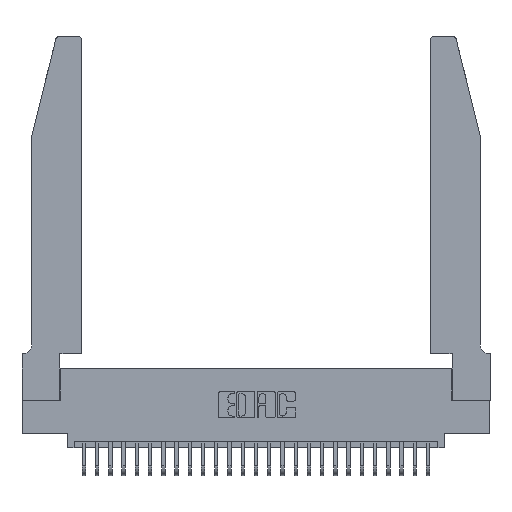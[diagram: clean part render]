
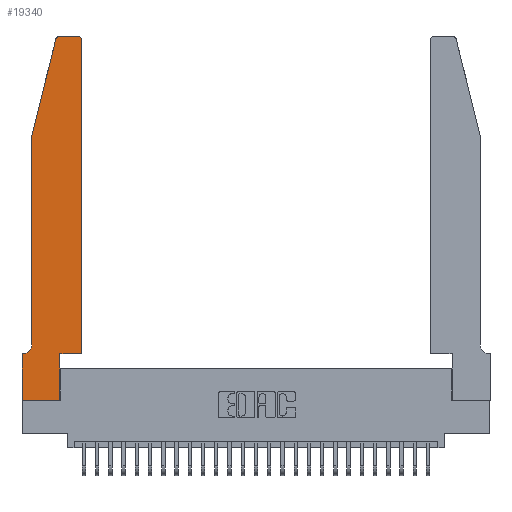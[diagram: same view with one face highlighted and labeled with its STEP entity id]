
A CAD part, top view. The second image highlights one B-rep face of the part: STEP entity #19340.
In plain terms, the highlighted planar face has unit normal (0, 0, 1).
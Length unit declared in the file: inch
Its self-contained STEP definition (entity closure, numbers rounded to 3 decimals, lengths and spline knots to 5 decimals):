
#56 = CIRCLE ( 'NONE', #14779, 0.03 ) ;
#510 = EDGE_CURVE ( 'NONE', #11375, #3809, #4431, .T. ) ;
#682 = ORIENTED_EDGE ( 'NONE', *, *, #8894, .T. ) ;
#970 = LINE ( 'NONE', #27073, #17789 ) ;
#1421 = VERTEX_POINT ( 'NONE', #13026 ) ;
#1601 = CARTESIAN_POINT ( 'NONE',  ( 0.284, 2.72, 0.37 ) ) ;
#1824 = VERTEX_POINT ( 'NONE', #19416 ) ;
#2533 = DIRECTION ( 'NONE',  ( 0., 0., -1. ) ) ;
#2637 = EDGE_CURVE ( 'NONE', #23705, #26786, #56, .T. ) ;
#2783 = ORIENTED_EDGE ( 'NONE', *, *, #4707, .T. ) ;
#3167 = CIRCLE ( 'NONE', #18255, 0.07 ) ;
#3238 = LINE ( 'NONE', #12325, #13962 ) ;
#3809 = VERTEX_POINT ( 'NONE', #10472 ) ;
#3978 = DIRECTION ( 'NONE',  ( 1., 0., 0. ) ) ;
#4431 = LINE ( 'NONE', #23195, #15207 ) ;
#4433 = VERTEX_POINT ( 'NONE', #21438 ) ;
#4707 = EDGE_CURVE ( 'NONE', #1824, #18034, #14255, .T. ) ;
#5114 = FACE_OUTER_BOUND ( 'NONE', #29330, .T. ) ;
#6054 = VERTEX_POINT ( 'NONE', #21941 ) ;
#6465 = DIRECTION ( 'NONE',  ( -1., 0., 0. ) ) ;
#6723 = DIRECTION ( 'NONE',  ( 1., 0., 0. ) ) ;
#7510 = VERTEX_POINT ( 'NONE', #19102 ) ;
#7916 = ORIENTED_EDGE ( 'NONE', *, *, #17991, .T. ) ;
#8194 = ORIENTED_EDGE ( 'NONE', *, *, #510, .T. ) ;
#8385 = ORIENTED_EDGE ( 'NONE', *, *, #17468, .T. ) ;
#8894 = EDGE_CURVE ( 'NONE', #4433, #11375, #24692, .T. ) ;
#8934 = LINE ( 'NONE', #22755, #13954 ) ;
#8994 = DIRECTION ( 'NONE',  ( 0., -1., 0. ) ) ;
#9156 = CARTESIAN_POINT ( 'NONE',  ( 0.4505, 0.35, 0.37 ) ) ;
#9220 = VERTEX_POINT ( 'NONE', #21244 ) ;
#9261 = ORIENTED_EDGE ( 'NONE', *, *, #26293, .T. ) ;
#9925 = LINE ( 'NONE', #18340, #16376 ) ;
#10193 = AXIS2_PLACEMENT_3D ( 'NONE', #20489, #13734, #6723 ) ;
#10472 = CARTESIAN_POINT ( 'NONE',  ( 0.4505, 0.35, 0.37 ) ) ;
#10767 = CARTESIAN_POINT ( 'NONE',  ( 0.25487, 2.72718, 0.37 ) ) ;
#11375 = VERTEX_POINT ( 'NONE', #16114 ) ;
#11559 = DIRECTION ( 'NONE',  ( 0., 1., 0. ) ) ;
#11910 = CARTESIAN_POINT ( 'NONE',  ( 0.0755, 0.35, 0.37 ) ) ;
#12325 = CARTESIAN_POINT ( 'NONE',  ( 0.0755, 2., 0.37 ) ) ;
#12425 = LINE ( 'NONE', #9156, #13481 ) ;
#13026 = CARTESIAN_POINT ( 'NONE',  ( 0.0055, 0.35, 0.37 ) ) ;
#13481 = VECTOR ( 'NONE', #11559, 39.37008 ) ;
#13634 = DIRECTION ( 'NONE',  ( 1., 0., 0. ) ) ;
#13734 = DIRECTION ( 'NONE',  ( 0., 0., 1. ) ) ;
#13777 = ORIENTED_EDGE ( 'NONE', *, *, #19323, .T. ) ;
#13954 = VECTOR ( 'NONE', #8994, 39.37008 ) ;
#13962 = VECTOR ( 'NONE', #20335, 39.37008 ) ;
#14038 = AXIS2_PLACEMENT_3D ( 'NONE', #23579, #18632, #16436 ) ;
#14255 = CIRCLE ( 'NONE', #10193, 0.03 ) ;
#14779 = AXIS2_PLACEMENT_3D ( 'NONE', #1601, #17623, #3978 ) ;
#14853 = LINE ( 'NONE', #11910, #21287 ) ;
#15140 = EDGE_CURVE ( 'NONE', #26786, #7510, #3238, .T. ) ;
#15207 = VECTOR ( 'NONE', #15453, 39.37008 ) ;
#15453 = DIRECTION ( 'NONE',  ( 1., 0., 0. ) ) ;
#15755 = DIRECTION ( 'NONE',  ( 0., 1., 0. ) ) ;
#15829 = CARTESIAN_POINT ( 'NONE',  ( 0.284, 2.75, 0.37 ) ) ;
#16114 = CARTESIAN_POINT ( 'NONE',  ( 0.2865, 0.35, 0.37 ) ) ;
#16376 = VECTOR ( 'NONE', #13634, 39.37008 ) ;
#16436 = DIRECTION ( 'NONE',  ( 1., 0., 0. ) ) ;
#17468 = EDGE_CURVE ( 'NONE', #9220, #4433, #9925, .T. ) ;
#17623 = DIRECTION ( 'NONE',  ( 0., 0., 1. ) ) ;
#17789 = VECTOR ( 'NONE', #6465, 39.37008 ) ;
#17991 = EDGE_CURVE ( 'NONE', #18034, #23705, #970, .T. ) ;
#18034 = VERTEX_POINT ( 'NONE', #27275 ) ;
#18255 = AXIS2_PLACEMENT_3D ( 'NONE', #25435, #2533, #24746 ) ;
#18340 = CARTESIAN_POINT ( 'NONE',  ( 0., 0., 0.37 ) ) ;
#18632 = DIRECTION ( 'NONE',  ( 0., 0., 1. ) ) ;
#18750 = ORIENTED_EDGE ( 'NONE', *, *, #2637, .T. ) ;
#19102 = CARTESIAN_POINT ( 'NONE',  ( 0.0755, 2., 0.37 ) ) ;
#19323 = EDGE_CURVE ( 'NONE', #1421, #19543, #14853, .T. ) ;
#19340 = ADVANCED_FACE ( 'NONE', ( #5114 ), #23161, .T. ) ;
#19416 = CARTESIAN_POINT ( 'NONE',  ( 0.4505, 2.72, 0.37 ) ) ;
#19543 = VERTEX_POINT ( 'NONE', #19740 ) ;
#19740 = CARTESIAN_POINT ( 'NONE',  ( 0., 0.35, 0.37 ) ) ;
#20335 = DIRECTION ( 'NONE',  ( -0.239, -0.971, 0. ) ) ;
#20489 = CARTESIAN_POINT ( 'NONE',  ( 0.4205, 2.72, 0.37 ) ) ;
#20842 = DIRECTION ( 'NONE',  ( -1., 0., 0. ) ) ;
#20920 = ORIENTED_EDGE ( 'NONE', *, *, #26915, .T. ) ;
#21244 = CARTESIAN_POINT ( 'NONE',  ( 0., 0., 0.37 ) ) ;
#21287 = VECTOR ( 'NONE', #20842, 39.37008 ) ;
#21438 = CARTESIAN_POINT ( 'NONE',  ( 0.2865, 0., 0.37 ) ) ;
#21839 = EDGE_CURVE ( 'NONE', #3809, #1824, #12425, .T. ) ;
#21941 = CARTESIAN_POINT ( 'NONE',  ( 0.0755, 0.42, 0.37 ) ) ;
#22185 = VECTOR ( 'NONE', #15755, 39.37008 ) ;
#22755 = CARTESIAN_POINT ( 'NONE',  ( 0.0755, 2., 0.37 ) ) ;
#23161 = PLANE ( 'NONE',  #14038 ) ;
#23195 = CARTESIAN_POINT ( 'NONE',  ( 0.4505, 0.35, 0.37 ) ) ;
#23579 = CARTESIAN_POINT ( 'NONE',  ( 0., 0.35, 0.37 ) ) ;
#23705 = VERTEX_POINT ( 'NONE', #15829 ) ;
#23928 = DIRECTION ( 'NONE',  ( 0., -1., 0. ) ) ;
#24035 = CARTESIAN_POINT ( 'NONE',  ( 0., 0., 0.37 ) ) ;
#24692 = LINE ( 'NONE', #29776, #22185 ) ;
#24746 = DIRECTION ( 'NONE',  ( -1., 0., 0. ) ) ;
#25038 = ORIENTED_EDGE ( 'NONE', *, *, #21839, .T. ) ;
#25430 = VECTOR ( 'NONE', #23928, 39.37008 ) ;
#25435 = CARTESIAN_POINT ( 'NONE',  ( 0.0055, 0.42, 0.37 ) ) ;
#25676 = ORIENTED_EDGE ( 'NONE', *, *, #27213, .T. ) ;
#26293 = EDGE_CURVE ( 'NONE', #7510, #6054, #8934, .T. ) ;
#26786 = VERTEX_POINT ( 'NONE', #10767 ) ;
#26889 = ORIENTED_EDGE ( 'NONE', *, *, #15140, .T. ) ;
#26915 = EDGE_CURVE ( 'NONE', #6054, #1421, #3167, .T. ) ;
#27073 = CARTESIAN_POINT ( 'NONE',  ( 0.2605, 2.75, 0.37 ) ) ;
#27213 = EDGE_CURVE ( 'NONE', #19543, #9220, #27587, .T. ) ;
#27275 = CARTESIAN_POINT ( 'NONE',  ( 0.4205, 2.75, 0.37 ) ) ;
#27587 = LINE ( 'NONE', #24035, #25430 ) ;
#29330 = EDGE_LOOP ( 'NONE', ( #7916, #18750, #26889, #9261, #20920, #13777, #25676, #8385, #682, #8194, #25038, #2783 ) ) ;
#29776 = CARTESIAN_POINT ( 'NONE',  ( 0.2865, 0.35, 0.37 ) ) ;
